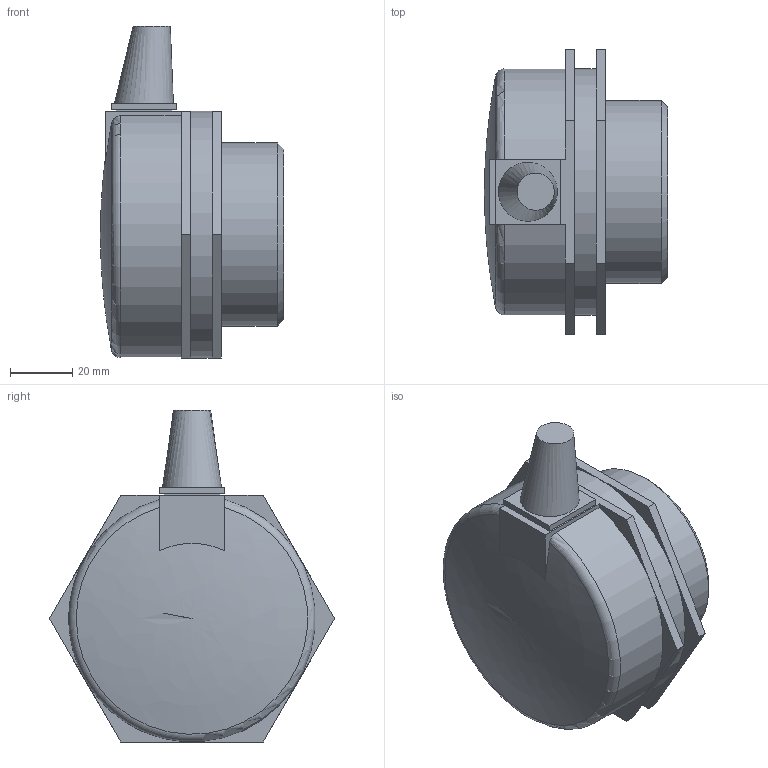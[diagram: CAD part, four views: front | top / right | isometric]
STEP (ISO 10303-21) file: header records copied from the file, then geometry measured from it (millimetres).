
FILE_DESCRIPTION(/* description */ (''),/* implementation_level */ '2;1');
FILE_NAME(/* name */ '3d_31PS3S.stp',/* time_stamp */ '2019-01-09T11:10:08+01:00',/* author */ ('Andrzej'),/* organization */ (''),/* preprocessor_version */ 'ST-DEVELOPER v16.13',/* originating_system */ 'AutoCAD Mechanical',/* authorisation */ '');
FILE_SCHEMA (('AUTOMOTIVE_DESIGN { 1 0 10303 214 3 1 1 }'));
Length unit declared in the file: millimetre
Products named in the file (1): Product
Bounding box: 59 x 91.91 x 107 mm (x, y, z)
Volume: 243653.8 mm3; surface area: 27081 mm2
Topology: 1 solids, 1 shells, 54 faces, 125 edges, 79 vertices
Faces by surface type: plane 44, cylinder 6, bspline 2, cone 1, torus 1
Full cylindrical faces by diameter (mm): 12.6 x3, 59 x1, 79.6 x1
Entity records: 1588 total; most frequent: CARTESIAN_POINT 352, DIRECTION 252, ORIENTED_EDGE 236, EDGE_CURVE 118, AXIS2_PLACEMENT_3D 85, LINE 82, VECTOR 82, VERTEX_POINT 79
